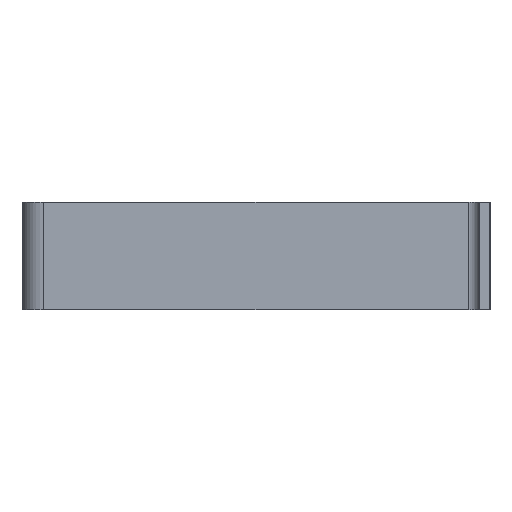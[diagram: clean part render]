
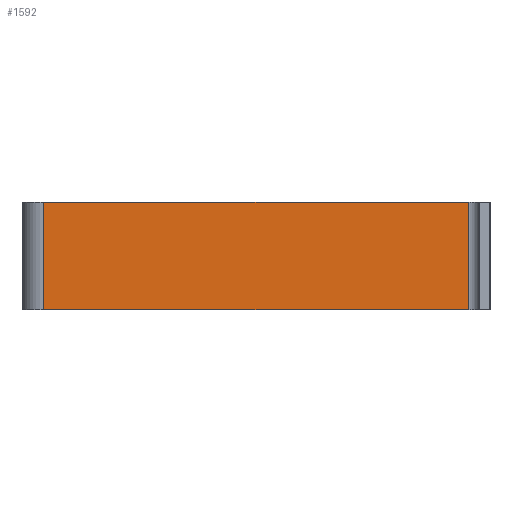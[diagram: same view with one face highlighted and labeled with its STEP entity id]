
A CAD part, left-side view. The second image highlights one B-rep face of the part: STEP entity #1592.
In plain terms, the highlighted planar face has unit normal (-1, 0, 0).
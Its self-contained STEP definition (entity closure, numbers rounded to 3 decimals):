
#66 = EDGE_CURVE ( 'NONE', #1403, #981, #135, .T. ) ;
#135 = LINE ( 'NONE', #255, #1469 ) ;
#243 = EDGE_LOOP ( 'NONE', ( #1186, #696, #1281, #1422 ) ) ;
#255 = CARTESIAN_POINT ( 'NONE',  ( -164., 0., -20. ) ) ;
#261 = PLANE ( 'NONE',  #697 ) ;
#280 = CARTESIAN_POINT ( 'NONE',  ( -164., 166., -20. ) ) ;
#287 = VECTOR ( 'NONE', #1419, 1000. ) ;
#384 = CARTESIAN_POINT ( 'NONE',  ( -164., 8., 20. ) ) ;
#446 = EDGE_CURVE ( 'NONE', #1403, #1595, #933, .T. ) ;
#466 = CARTESIAN_POINT ( 'NONE',  ( -164., 166., 20. ) ) ;
#517 = CARTESIAN_POINT ( 'NONE',  ( -164., 0., -20. ) ) ;
#593 = EDGE_CURVE ( 'NONE', #1595, #1369, #761, .T. ) ;
#646 = DIRECTION ( 'NONE',  ( 0., 0., -1. ) ) ;
#650 = CARTESIAN_POINT ( 'NONE',  ( -164., 8., -20. ) ) ;
#696 = ORIENTED_EDGE ( 'NONE', *, *, #968, .F. ) ;
#697 = AXIS2_PLACEMENT_3D ( 'NONE', #517, #1411, #646 ) ;
#761 = LINE ( 'NONE', #1330, #1068 ) ;
#789 = DIRECTION ( 'NONE',  ( 0., 0., 1. ) ) ;
#933 = LINE ( 'NONE', #650, #287 ) ;
#968 = EDGE_CURVE ( 'NONE', #981, #1369, #1029, .T. ) ;
#981 = VERTEX_POINT ( 'NONE', #280 ) ;
#991 = VECTOR ( 'NONE', #789, 1000. ) ;
#1013 = DIRECTION ( 'NONE',  ( 0., 1., 0. ) ) ;
#1029 = LINE ( 'NONE', #1550, #991 ) ;
#1068 = VECTOR ( 'NONE', #1457, 1000. ) ;
#1149 = FACE_OUTER_BOUND ( 'NONE', #243, .T. ) ;
#1186 = ORIENTED_EDGE ( 'NONE', *, *, #593, .T. ) ;
#1281 = ORIENTED_EDGE ( 'NONE', *, *, #66, .F. ) ;
#1330 = CARTESIAN_POINT ( 'NONE',  ( -164., 0., 20. ) ) ;
#1369 = VERTEX_POINT ( 'NONE', #466 ) ;
#1403 = VERTEX_POINT ( 'NONE', #1497 ) ;
#1411 = DIRECTION ( 'NONE',  ( 1., 0., 0. ) ) ;
#1419 = DIRECTION ( 'NONE',  ( 0., 0., 1. ) ) ;
#1422 = ORIENTED_EDGE ( 'NONE', *, *, #446, .T. ) ;
#1457 = DIRECTION ( 'NONE',  ( 0., 1., 0. ) ) ;
#1469 = VECTOR ( 'NONE', #1013, 1000. ) ;
#1497 = CARTESIAN_POINT ( 'NONE',  ( -164., 8., -20. ) ) ;
#1550 = CARTESIAN_POINT ( 'NONE',  ( -164., 166., -20. ) ) ;
#1592 = ADVANCED_FACE ( 'NONE', ( #1149 ), #261, .F. ) ;
#1595 = VERTEX_POINT ( 'NONE', #384 ) ;
